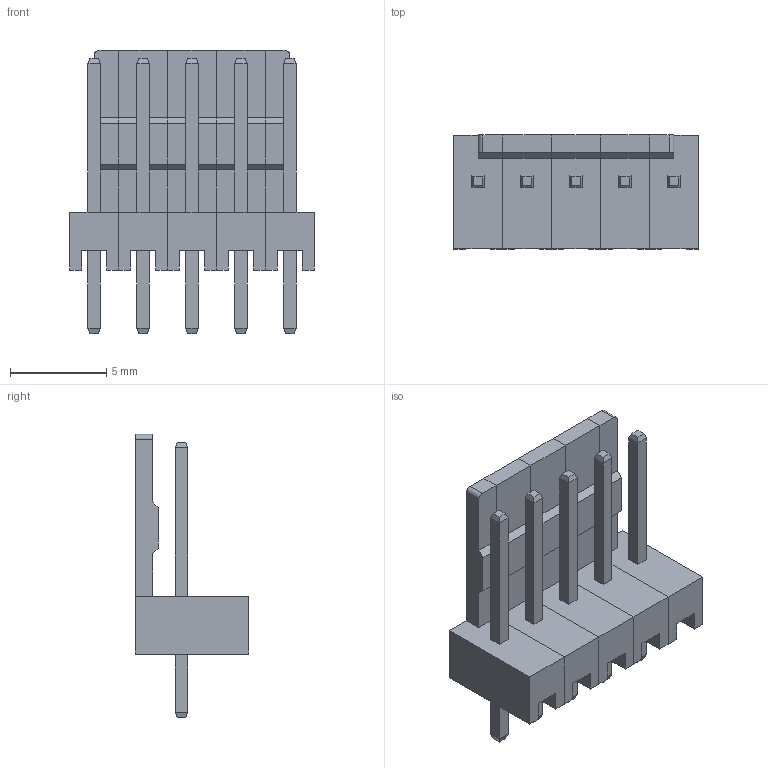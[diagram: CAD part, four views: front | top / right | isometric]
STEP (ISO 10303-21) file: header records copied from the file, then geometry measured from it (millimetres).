
FILE_DESCRIPTION(/* description */ (''),/* implementation_level */ '2;1');
FILE_NAME(/* name */ 'Component''WF-05.stp',/* time_stamp */ '2020-05-21T10:47:24+03:00',/* author */ ('perevozchikovaa'),/* organization */ (''),/* preprocessor_version */ 'ST-DEVELOPER v17.2',/* originating_system */ 'Autodesk Inventor 2019',/* authorisation */ '');
FILE_SCHEMA (('AUTOMOTIVE_DESIGN { 1 0 10303 214 3 1 1 }'));
Length unit declared in the file: millimetre
Products named in the file (4): Сборка1; WF_l; WF_r; WF_m
Assembly tree (5 placements, depth 2):
  Сборка1
    WF_l
    WF_r
    WF_m  x3
Bounding box: 12.7 x 5.9 x 14.7 mm (x, y, z)
Volume: 295.4 mm3; surface area: 859.4 mm2
Topology: 5 solids, 5 shells, 174 faces, 422 edges, 268 vertices
Faces by surface type: plane 172, cylinder 2
Entity records: 3333 total; most frequent: CARTESIAN_POINT 537, ORIENTED_EDGE 516, DIRECTION 492, EDGE_CURVE 258, LINE 254, VECTOR 254, VERTEX_POINT 164, AXIS2_PLACEMENT_3D 119
